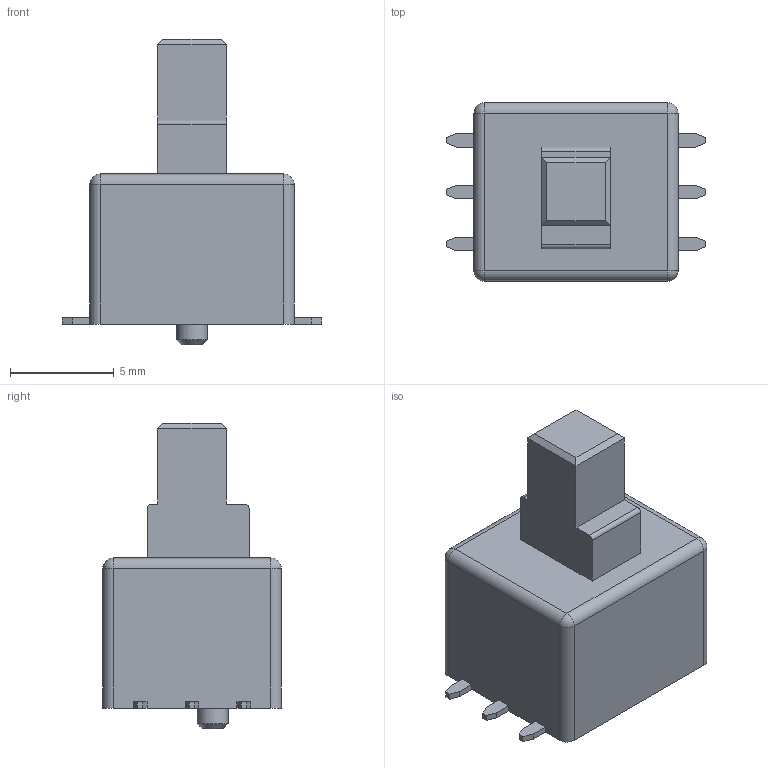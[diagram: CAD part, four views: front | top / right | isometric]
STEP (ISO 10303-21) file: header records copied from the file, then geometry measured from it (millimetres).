
FILE_DESCRIPTION(/* description */ (''),/* implementation_level */ '2;1');
FILE_NAME(/* name */ 'GESB-33535.step',/* time_stamp */ '2020-08-23T09:29:19-05:00',/* author */ (''),/* organization */ (''),/* preprocessor_version */ 'ST-DEVELOPER v18.1',/* originating_system */ 'Autodesk Translation Framework v9.3.0.1241',/* authorisation */ '');
FILE_SCHEMA (('AUTOMOTIVE_DESIGN { 1 0 10303 214 3 1 1 }'));
Length unit declared in the file: millimetre
Products named in the file (1): Button GESB-33535
Bounding box: 12.5 x 8.6 x 14.74 mm (x, y, z)
Volume: 697 mm3; surface area: 563.4 mm2
Topology: 2 solids, 2 shells, 73 faces, 187 edges, 119 vertices
Faces by surface type: plane 57, cylinder 11, sphere 4, cone 1
Full cylindrical faces by diameter (mm): 1.5 x1
Entity records: 2207 total; most frequent: CARTESIAN_POINT 380, ORIENTED_EDGE 374, DIRECTION 358, EDGE_CURVE 187, LINE 164, VECTOR 164, VERTEX_POINT 119, AXIS2_PLACEMENT_3D 97
